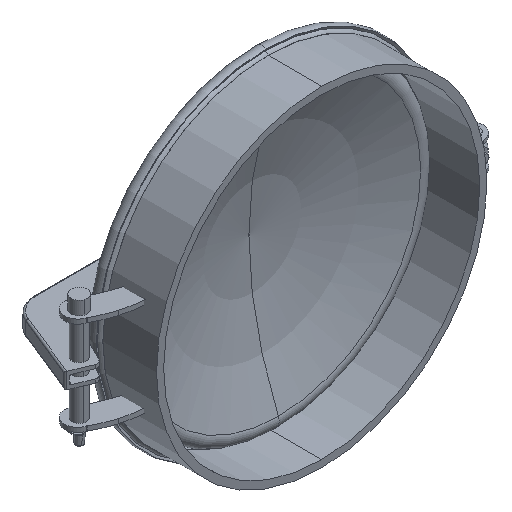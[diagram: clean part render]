
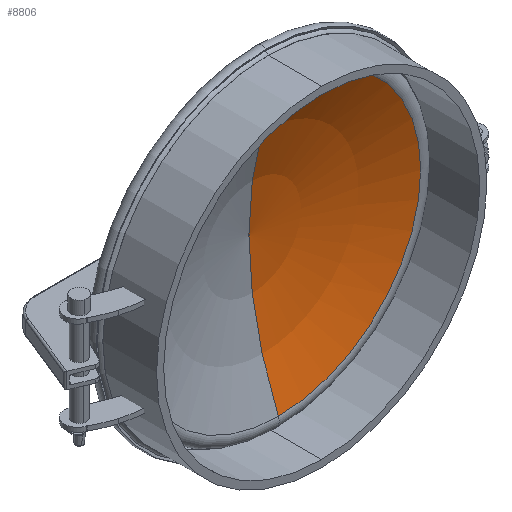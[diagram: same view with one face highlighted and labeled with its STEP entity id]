
A CAD part, isometric view. The second image highlights one B-rep face of the part: STEP entity #8806.
In plain terms, the highlighted toroidal (fillet/blend) face has major radius 0.1 mm and minor radius 400 mm.
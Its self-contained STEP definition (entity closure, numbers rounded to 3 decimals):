
#8782 = ORIENTED_EDGE ( 'NONE', *, *, #8801, .F. ) ;
#8783 = ORIENTED_EDGE ( 'NONE', *, *, #20276, .F. ) ;
#8784 = ORIENTED_EDGE ( 'NONE', *, *, #8805, .T. ) ;
#8785 = ORIENTED_EDGE ( 'NONE', *, *, #8795, .T. ) ;
#8795 = EDGE_CURVE ( 'NONE', #9469, #9463, #14749, .T. ) ;
#8801 = EDGE_CURVE ( 'NONE', #20280, #9463, #14790, .T. ) ;
#8805 = EDGE_CURVE ( 'NONE', #20278, #9469, #14780, .T. ) ;
#8806 = ADVANCED_FACE ( 'NONE', ( #14775 ), #14774, .F. ) ;
#8807 = EDGE_LOOP ( 'NONE', ( #8782, #8783, #8784, #8785 ) ) ;
#9463 = VERTEX_POINT ( 'NONE', #15977 ) ;
#9469 = VERTEX_POINT ( 'NONE', #15976 ) ;
#14741 = DIRECTION ( 'NONE',  ( 0., 0., 1. ) ) ;
#14742 = DIRECTION ( 'NONE',  ( 0., 1., 0. ) ) ;
#14743 = CARTESIAN_POINT ( 'NONE',  ( 0., 634.816, 0. ) ) ;
#14744 = AXIS2_PLACEMENT_3D ( 'NONE', #14743, #14742, #14741 ) ;
#14749 = CIRCLE ( 'NONE', #14744, 0.1 ) ;
#14770 = DIRECTION ( 'NONE',  ( 0., 0., 1. ) ) ;
#14771 = DIRECTION ( 'NONE',  ( 0., 1., 0. ) ) ;
#14772 = CARTESIAN_POINT ( 'NONE',  ( 0., 234.816, 0. ) ) ;
#14773 = AXIS2_PLACEMENT_3D ( 'NONE', #14772, #14771, #14770 ) ;
#14774 = TOROIDAL_SURFACE ( 'NONE', #14773, 0.1, 400. ) ;
#14775 = FACE_OUTER_BOUND ( 'NONE', #8807, .T. ) ;
#14776 = DIRECTION ( 'NONE',  ( 0., 0., 1. ) ) ;
#14777 = DIRECTION ( 'NONE',  ( -1., 0., 0. ) ) ;
#14778 = CARTESIAN_POINT ( 'NONE',  ( 0., 234.816, 0.1 ) ) ;
#14779 = AXIS2_PLACEMENT_3D ( 'NONE', #14778, #14777, #14776 ) ;
#14780 = CIRCLE ( 'NONE', #14779, 400. ) ;
#14786 = DIRECTION ( 'NONE',  ( 0., 0., -1. ) ) ;
#14787 = DIRECTION ( 'NONE',  ( 1., 0., 0. ) ) ;
#14788 = CARTESIAN_POINT ( 'NONE',  ( 0., 234.816, -0.1 ) ) ;
#14789 = AXIS2_PLACEMENT_3D ( 'NONE', #14788, #14787, #14786 ) ;
#14790 = CIRCLE ( 'NONE', #14789, 400. ) ;
#15976 = CARTESIAN_POINT ( 'NONE',  ( 0., 634.816, 0.1 ) ) ;
#15977 = CARTESIAN_POINT ( 'NONE',  ( 0., 634.816, -0.1 ) ) ;
#17758 = CARTESIAN_POINT ( 'NONE',  ( 0., 601.803, -159.224 ) ) ;
#17759 = CARTESIAN_POINT ( 'NONE',  ( 0., 601.803, 159.224 ) ) ;
#17760 = DIRECTION ( 'NONE',  ( 0., 0., 1. ) ) ;
#17761 = DIRECTION ( 'NONE',  ( 0., 1., 0. ) ) ;
#17762 = CARTESIAN_POINT ( 'NONE',  ( 0., 601.803, 0. ) ) ;
#17763 = AXIS2_PLACEMENT_3D ( 'NONE', #17762, #17761, #17760 ) ;
#17764 = CIRCLE ( 'NONE', #17763, 159.224 ) ;
#20276 = EDGE_CURVE ( 'NONE', #20278, #20280, #17764, .T. ) ;
#20278 = VERTEX_POINT ( 'NONE', #17759 ) ;
#20280 = VERTEX_POINT ( 'NONE', #17758 ) ;
